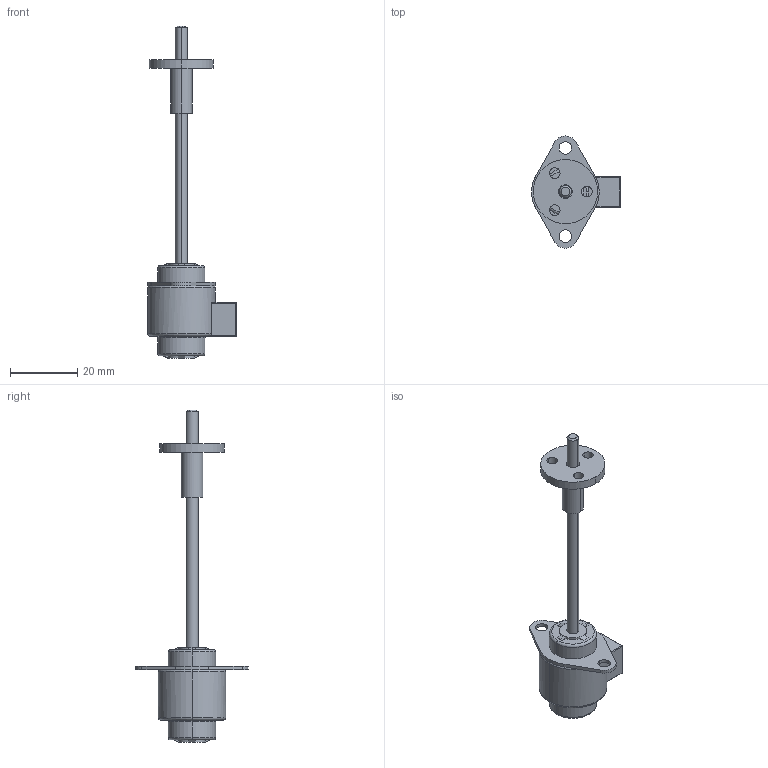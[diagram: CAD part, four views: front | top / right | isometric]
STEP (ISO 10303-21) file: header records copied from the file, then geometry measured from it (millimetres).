
FILE_DESCRIPTION (( 'STEP AP214' ), '1' );
FILE_NAME ('AMETEK-E19541-05-76-NW.STEP', '2022-11-17T06:44:02', ( '' ), ( '' ), 'SwSTEP 2.0', 'SolidWorks 2022', '' );
FILE_SCHEMA (( 'AUTOMOTIVE_DESIGN' ));
Length unit declared in the file: millimetre
Products named in the file (3): AMETEK-E19541-05-76-NW; G4 19000 External_Fully Retracted; G4 19000 External Linear Nut
Assembly tree (2 placements, depth 2):
  AMETEK-E19541-05-76-NW
    G4 19000 External_Fully Retracted
    G4 19000 External Linear Nut
Bounding box: 26.36 x 33.3 x 98.51 mm (x, y, z)
Volume: 8962.6 mm3; surface area: 5248.7 mm2
Topology: 2 solids, 2 shells, 197 faces, 499 edges, 317 vertices
Faces by surface type: cylinder 90, plane 78, cone 12, torus 11, sphere 4, bspline 2
Entity records: 8005 total; most frequent: CARTESIAN_POINT 2386, ORIENTED_EDGE 990, DIRECTION 929, EDGE_CURVE 495, AXIS2_PLACEMENT_3D 343, VERTEX_POINT 317, LINE 243, VECTOR 243
